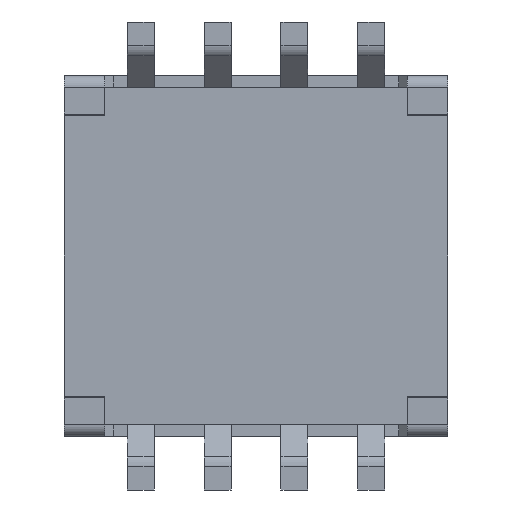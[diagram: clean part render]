
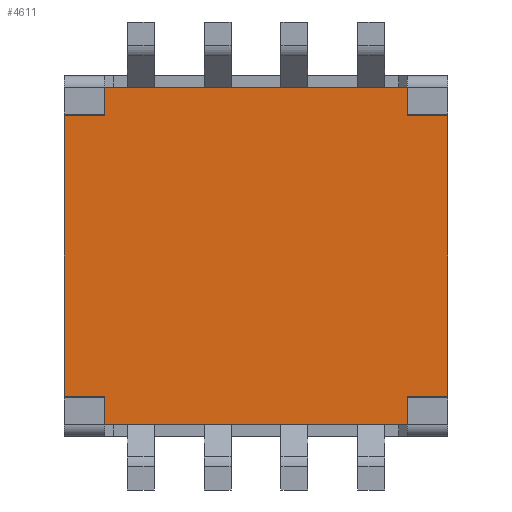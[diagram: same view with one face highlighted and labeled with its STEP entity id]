
A CAD part, front view. The second image highlights one B-rep face of the part: STEP entity #4611.
In plain terms, the highlighted planar face has unit normal (0, -1, 0).
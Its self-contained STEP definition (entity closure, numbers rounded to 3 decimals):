
#18 = FACE_OUTER_BOUND ( 'NONE', #7742, .T. ) ;
#53 = LINE ( 'NONE', #620, #6410 ) ;
#102 = CARTESIAN_POINT ( 'NONE',  ( -5.006, 0.1, 2.2 ) ) ;
#135 = EDGE_CURVE ( 'NONE', #9291, #5161, #4396, .T. ) ;
#172 = EDGE_CURVE ( 'NONE', #4037, #6021, #9664, .T. ) ;
#270 = VECTOR ( 'NONE', #5820, 1000. ) ;
#336 = LINE ( 'NONE', #3397, #7547 ) ;
#341 = ORIENTED_EDGE ( 'NONE', *, *, #3518, .F. ) ;
#353 = VECTOR ( 'NONE', #4811, 1000. ) ;
#355 = CARTESIAN_POINT ( 'NONE',  ( 1.974, 0.1, 2.2 ) ) ;
#471 = LINE ( 'NONE', #5474, #2332 ) ;
#522 = VERTEX_POINT ( 'NONE', #9357 ) ;
#534 = ORIENTED_EDGE ( 'NONE', *, *, #4646, .T. ) ;
#620 = CARTESIAN_POINT ( 'NONE',  ( 2.5, 0.1, 0. ) ) ;
#1078 = VECTOR ( 'NONE', #3377, 1000. ) ;
#1105 = VECTOR ( 'NONE', #2231, 1000. ) ;
#1130 = EDGE_CURVE ( 'NONE', #4037, #1310, #2077, .T. ) ;
#1195 = VERTEX_POINT ( 'NONE', #5708 ) ;
#1310 = VERTEX_POINT ( 'NONE', #6717 ) ;
#1414 = CARTESIAN_POINT ( 'NONE',  ( -1.43, 0.1, 1.827 ) ) ;
#1476 = DIRECTION ( 'NONE',  ( 0., 0., -1. ) ) ;
#1479 = CARTESIAN_POINT ( 'NONE',  ( 2.5, 0.1, -1.827 ) ) ;
#1618 = VERTEX_POINT ( 'NONE', #5553 ) ;
#1759 = PLANE ( 'NONE',  #6320 ) ;
#1875 = VERTEX_POINT ( 'NONE', #4096 ) ;
#2077 = LINE ( 'NONE', #4028, #353 ) ;
#2112 = EDGE_CURVE ( 'NONE', #6021, #5435, #336, .T. ) ;
#2231 = DIRECTION ( 'NONE',  ( -1., 0., 0. ) ) ;
#2243 = VECTOR ( 'NONE', #6811, 1000. ) ;
#2332 = VECTOR ( 'NONE', #5406, 1000. ) ;
#2510 = LINE ( 'NONE', #5054, #270 ) ;
#2538 = DIRECTION ( 'NONE',  ( 0., 0., -1. ) ) ;
#2614 = CARTESIAN_POINT ( 'NONE',  ( 5.006, 0.1, 0. ) ) ;
#2664 = LINE ( 'NONE', #102, #4534 ) ;
#3239 = ORIENTED_EDGE ( 'NONE', *, *, #9706, .F. ) ;
#3321 = ORIENTED_EDGE ( 'NONE', *, *, #2112, .F. ) ;
#3377 = DIRECTION ( 'NONE',  ( 0., 0., -1. ) ) ;
#3392 = ORIENTED_EDGE ( 'NONE', *, *, #172, .F. ) ;
#3397 = CARTESIAN_POINT ( 'NONE',  ( -1.974, 0.1, -2.35 ) ) ;
#3412 = DIRECTION ( 'NONE',  ( 0., -1., 0. ) ) ;
#3486 = EDGE_CURVE ( 'NONE', #1875, #6632, #53, .T. ) ;
#3518 = EDGE_CURVE ( 'NONE', #9291, #6059, #2664, .T. ) ;
#3800 = ORIENTED_EDGE ( 'NONE', *, *, #7057, .T. ) ;
#3882 = VECTOR ( 'NONE', #6100, 1000. ) ;
#4028 = CARTESIAN_POINT ( 'NONE',  ( 1.974, 0.1, -2.35 ) ) ;
#4037 = VERTEX_POINT ( 'NONE', #6810 ) ;
#4096 = CARTESIAN_POINT ( 'NONE',  ( 2.5, 0.1, 1.827 ) ) ;
#4222 = LINE ( 'NONE', #1414, #1105 ) ;
#4396 = LINE ( 'NONE', #4548, #5146 ) ;
#4534 = VECTOR ( 'NONE', #7269, 1000. ) ;
#4548 = CARTESIAN_POINT ( 'NONE',  ( -1.974, 0.1, 2.35 ) ) ;
#4611 = ADVANCED_FACE ( 'NONE', ( #18 ), #1759, .T. ) ;
#4646 = EDGE_CURVE ( 'NONE', #1310, #6632, #2510, .T. ) ;
#4653 = CARTESIAN_POINT ( 'NONE',  ( 5.006, 0.1, -2.2 ) ) ;
#4811 = DIRECTION ( 'NONE',  ( 0., 0., 1. ) ) ;
#4812 = LINE ( 'NONE', #9681, #9292 ) ;
#5054 = CARTESIAN_POINT ( 'NONE',  ( 1.43, 0.1, -1.827 ) ) ;
#5146 = VECTOR ( 'NONE', #1476, 1000. ) ;
#5161 = VERTEX_POINT ( 'NONE', #8758 ) ;
#5312 = LINE ( 'NONE', #9034, #1078 ) ;
#5347 = ORIENTED_EDGE ( 'NONE', *, *, #7379, .F. ) ;
#5379 = ORIENTED_EDGE ( 'NONE', *, *, #8311, .F. ) ;
#5406 = DIRECTION ( 'NONE',  ( 0., 0., -1. ) ) ;
#5435 = VERTEX_POINT ( 'NONE', #9920 ) ;
#5474 = CARTESIAN_POINT ( 'NONE',  ( -2.5, 0.1, 0. ) ) ;
#5509 = ORIENTED_EDGE ( 'NONE', *, *, #3486, .F. ) ;
#5553 = CARTESIAN_POINT ( 'NONE',  ( 1.974, 0.1, 1.827 ) ) ;
#5665 = ORIENTED_EDGE ( 'NONE', *, *, #135, .T. ) ;
#5708 = CARTESIAN_POINT ( 'NONE',  ( -2.5, 0.1, -1.827 ) ) ;
#5820 = DIRECTION ( 'NONE',  ( 1., 0., 0. ) ) ;
#5866 = LINE ( 'NONE', #6068, #2243 ) ;
#6021 = VERTEX_POINT ( 'NONE', #6678 ) ;
#6059 = VERTEX_POINT ( 'NONE', #355 ) ;
#6068 = CARTESIAN_POINT ( 'NONE',  ( -1.43, 0.1, -1.827 ) ) ;
#6100 = DIRECTION ( 'NONE',  ( -1., 0., 0. ) ) ;
#6320 = AXIS2_PLACEMENT_3D ( 'NONE', #2614, #3412, #9867 ) ;
#6410 = VECTOR ( 'NONE', #2538, 1000. ) ;
#6525 = EDGE_CURVE ( 'NONE', #5161, #522, #4222, .T. ) ;
#6632 = VERTEX_POINT ( 'NONE', #1479 ) ;
#6678 = CARTESIAN_POINT ( 'NONE',  ( -1.974, 0.1, -2.2 ) ) ;
#6712 = ORIENTED_EDGE ( 'NONE', *, *, #1130, .T. ) ;
#6717 = CARTESIAN_POINT ( 'NONE',  ( 1.974, 0.1, -1.827 ) ) ;
#6810 = CARTESIAN_POINT ( 'NONE',  ( 1.974, 0.1, -2.2 ) ) ;
#6811 = DIRECTION ( 'NONE',  ( -1., 0., 0. ) ) ;
#6930 = CARTESIAN_POINT ( 'NONE',  ( -1.974, 0.1, 2.2 ) ) ;
#7057 = EDGE_CURVE ( 'NONE', #522, #1195, #471, .T. ) ;
#7269 = DIRECTION ( 'NONE',  ( 1., 0., 0. ) ) ;
#7379 = EDGE_CURVE ( 'NONE', #6059, #1618, #5312, .T. ) ;
#7547 = VECTOR ( 'NONE', #9650, 1000. ) ;
#7742 = EDGE_LOOP ( 'NONE', ( #534, #5509, #5379, #5347, #341, #5665, #9267, #3800, #3239, #3321, #3392, #6712 ) ) ;
#8007 = DIRECTION ( 'NONE',  ( 1., 0., 0. ) ) ;
#8311 = EDGE_CURVE ( 'NONE', #1618, #1875, #4812, .T. ) ;
#8758 = CARTESIAN_POINT ( 'NONE',  ( -1.974, 0.1, 1.827 ) ) ;
#9034 = CARTESIAN_POINT ( 'NONE',  ( 1.974, 0.1, 2.35 ) ) ;
#9267 = ORIENTED_EDGE ( 'NONE', *, *, #6525, .T. ) ;
#9291 = VERTEX_POINT ( 'NONE', #6930 ) ;
#9292 = VECTOR ( 'NONE', #8007, 1000. ) ;
#9357 = CARTESIAN_POINT ( 'NONE',  ( -2.5, 0.1, 1.827 ) ) ;
#9650 = DIRECTION ( 'NONE',  ( 0., 0., 1. ) ) ;
#9664 = LINE ( 'NONE', #4653, #3882 ) ;
#9681 = CARTESIAN_POINT ( 'NONE',  ( 1.43, 0.1, 1.827 ) ) ;
#9706 = EDGE_CURVE ( 'NONE', #5435, #1195, #5866, .T. ) ;
#9867 = DIRECTION ( 'NONE',  ( 0., 0., 1. ) ) ;
#9920 = CARTESIAN_POINT ( 'NONE',  ( -1.974, 0.1, -1.827 ) ) ;
